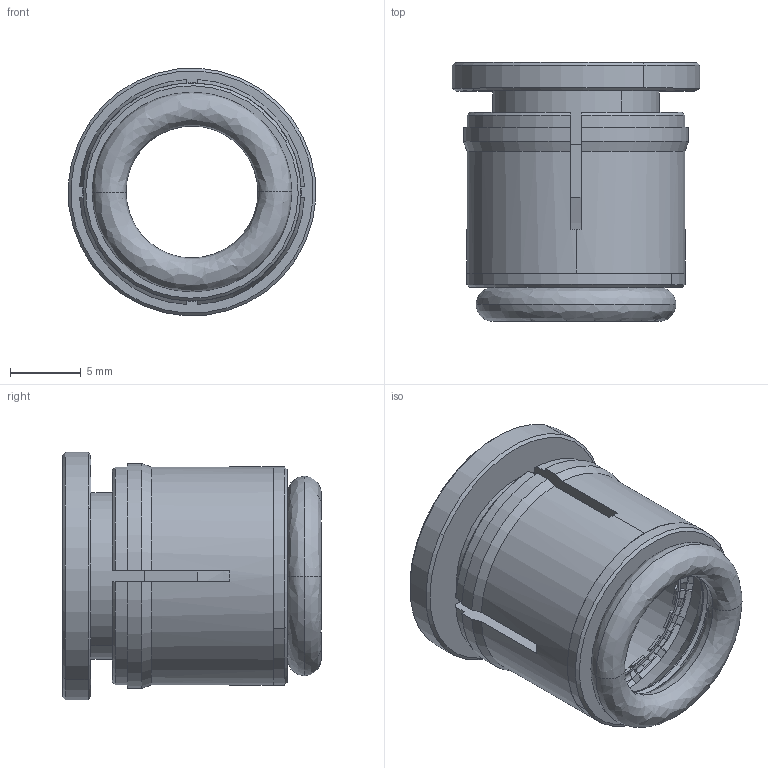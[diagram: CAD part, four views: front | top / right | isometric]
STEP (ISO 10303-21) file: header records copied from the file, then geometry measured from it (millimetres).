
FILE_DESCRIPTION (( 'STEP AP214' ), '1' );
FILE_NAME ('CFS10W.STEP', '2018-06-12T16:38:31', ( '' ), ( '' ), 'SwSTEP 2.0', 'SolidWorks 2016', '' );
FILE_SCHEMA (( 'AUTOMOTIVE_DESIGN' ));
Length unit declared in the file: millimetre
Products named in the file (1): CFS10W
Bounding box: 17.47 x 18.27 x 17.47 mm (x, y, z)
Volume: 1552.4 mm3; surface area: 3281.7 mm2
Topology: 5 solids, 5 shells, 381 faces, 1091 edges, 718 vertices
Faces by surface type: plane 140, cone 121, bspline 69, cylinder 51
Entity records: 19426 total; most frequent: CARTESIAN_POINT 6220, ORIENTED_EDGE 2182, DIRECTION 1486, EDGE_CURVE 1091, VERTEX_POINT 718, AXIS2_PLACEMENT_3D 600, B_SPLINE_CURVE_WITH_KNOTS 518, EDGE_LOOP 389
